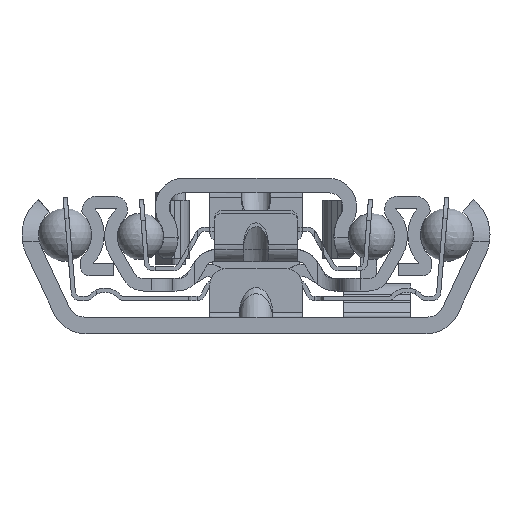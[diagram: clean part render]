
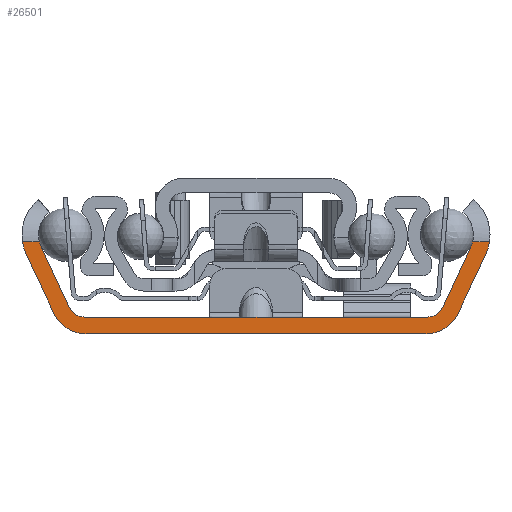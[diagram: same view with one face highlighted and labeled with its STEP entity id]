
A CAD part, left-side view. The second image highlights one B-rep face of the part: STEP entity #26501.
In plain terms, the highlighted planar face has unit normal (-1, 0, 0).
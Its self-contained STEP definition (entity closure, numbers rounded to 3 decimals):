
#727=PLANE('',#28390);
#1541=FACE_OUTER_BOUND('',#2939,.T.);
#2939=EDGE_LOOP('',(#18556,#18557,#18558,#18559,#18560,#18561,#18562,#18563,
#18564,#18565,#18566,#18567,#18568,#18569,#18570,#18571));
#4338=LINE('',#39258,#6838);
#4391=LINE('',#39555,#6891);
#4527=LINE('',#40921,#7027);
#4528=LINE('',#40936,#7028);
#4532=LINE('',#40947,#7032);
#4534=LINE('',#40954,#7034);
#4537=LINE('',#40963,#7037);
#4539=LINE('',#40970,#7039);
#6838=VECTOR('',#31073,10.);
#6891=VECTOR('',#31290,10.);
#7027=VECTOR('',#31834,10.);
#7028=VECTOR('',#31839,10.);
#7032=VECTOR('',#31855,10.);
#7034=VECTOR('',#31863,10.);
#7037=VECTOR('',#31876,10.);
#7039=VECTOR('',#31884,10.);
#9405=CIRCLE('',#28356,5.475);
#9414=CIRCLE('',#28367,3.5);
#9415=CIRCLE('',#28375,4.25);
#9416=CIRCLE('',#28378,3.5);
#9417=CIRCLE('',#28381,2.);
#9418=CIRCLE('',#28383,2.);
#9419=CIRCLE('',#28386,5.475);
#9420=CIRCLE('',#28389,4.25);
#10675=VERTEX_POINT('',#39256);
#10676=VERTEX_POINT('',#39257);
#10788=VERTEX_POINT('',#39553);
#10789=VERTEX_POINT('',#39554);
#10950=VERTEX_POINT('',#40852);
#10951=VERTEX_POINT('',#40865);
#10961=VERTEX_POINT('',#40892);
#10962=VERTEX_POINT('',#40903);
#10963=VERTEX_POINT('',#40907);
#10965=VERTEX_POINT('',#40924);
#10967=VERTEX_POINT('',#40943);
#10968=VERTEX_POINT('',#40949);
#10969=VERTEX_POINT('',#40953);
#10970=VERTEX_POINT('',#40959);
#10971=VERTEX_POINT('',#40965);
#10972=VERTEX_POINT('',#40969);
#13447=EDGE_CURVE('',#10675,#10676,#4338,.T.);
#13574=EDGE_CURVE('',#10788,#10789,#4391,.T.);
#13856=EDGE_CURVE('',#10950,#10951,#9405,.T.);
#13872=EDGE_CURVE('',#10961,#10962,#9414,.T.);
#13875=EDGE_CURVE('',#10963,#10961,#4527,.T.);
#13878=EDGE_CURVE('',#10965,#10950,#4528,.T.);
#13882=EDGE_CURVE('',#10967,#10675,#9415,.T.);
#13884=EDGE_CURVE('',#10951,#10967,#4532,.T.);
#13886=EDGE_CURVE('',#10968,#10965,#9416,.T.);
#13887=EDGE_CURVE('',#10969,#10968,#4534,.T.);
#13889=EDGE_CURVE('',#10789,#10969,#9417,.T.);
#13890=EDGE_CURVE('',#10970,#10788,#9418,.T.);
#13892=EDGE_CURVE('',#10962,#10970,#4537,.T.);
#13894=EDGE_CURVE('',#10971,#10963,#9419,.T.);
#13895=EDGE_CURVE('',#10972,#10971,#4539,.T.);
#13897=EDGE_CURVE('',#10676,#10972,#9420,.T.);
#18556=ORIENTED_EDGE('',*,*,#13878,.F.);
#18557=ORIENTED_EDGE('',*,*,#13886,.F.);
#18558=ORIENTED_EDGE('',*,*,#13887,.F.);
#18559=ORIENTED_EDGE('',*,*,#13889,.F.);
#18560=ORIENTED_EDGE('',*,*,#13574,.F.);
#18561=ORIENTED_EDGE('',*,*,#13890,.F.);
#18562=ORIENTED_EDGE('',*,*,#13892,.F.);
#18563=ORIENTED_EDGE('',*,*,#13872,.F.);
#18564=ORIENTED_EDGE('',*,*,#13875,.F.);
#18565=ORIENTED_EDGE('',*,*,#13894,.F.);
#18566=ORIENTED_EDGE('',*,*,#13895,.F.);
#18567=ORIENTED_EDGE('',*,*,#13897,.F.);
#18568=ORIENTED_EDGE('',*,*,#13447,.F.);
#18569=ORIENTED_EDGE('',*,*,#13882,.F.);
#18570=ORIENTED_EDGE('',*,*,#13884,.F.);
#18571=ORIENTED_EDGE('',*,*,#13856,.F.);
#26501=ADVANCED_FACE('',(#1541),#727,.F.);
#28356=AXIS2_PLACEMENT_3D('',#40866,#31801,#31802);
#28367=AXIS2_PLACEMENT_3D('',#40904,#31829,#31830);
#28375=AXIS2_PLACEMENT_3D('',#40944,#31850,#31851);
#28378=AXIS2_PLACEMENT_3D('',#40951,#31859,#31860);
#28381=AXIS2_PLACEMENT_3D('',#40957,#31867,#31868);
#28383=AXIS2_PLACEMENT_3D('',#40960,#31871,#31872);
#28386=AXIS2_PLACEMENT_3D('',#40967,#31880,#31881);
#28389=AXIS2_PLACEMENT_3D('',#40973,#31888,#31889);
#28390=AXIS2_PLACEMENT_3D('',#40974,#31890,#31891);
#31073=DIRECTION('',(0.,1.,0.));
#31290=DIRECTION('',(0.,-1.,0.));
#31801=DIRECTION('center_axis',(1.,0.,0.));
#31802=DIRECTION('ref_axis',(0.,-0.641,0.767));
#31829=DIRECTION('center_axis',(-1.,0.,0.));
#31830=DIRECTION('ref_axis',(0.,-0.906,0.423));
#31834=DIRECTION('',(0.,-1.,0.));
#31839=DIRECTION('',(0.,-1.,0.));
#31850=DIRECTION('center_axis',(1.,0.,0.));
#31851=DIRECTION('ref_axis',(0.,-0.906,-0.423));
#31855=DIRECTION('',(0.,0.423,-0.906));
#31859=DIRECTION('center_axis',(-1.,0.,0.));
#31860=DIRECTION('ref_axis',(0.,0.636,-0.772));
#31863=DIRECTION('',(0.,-0.423,0.906));
#31867=DIRECTION('center_axis',(-1.,0.,0.));
#31868=DIRECTION('ref_axis',(0.,0.906,0.423));
#31871=DIRECTION('center_axis',(-1.,0.,0.));
#31872=DIRECTION('ref_axis',(0.,0.,1.));
#31876=DIRECTION('',(0.,-0.423,-0.906));
#31880=DIRECTION('center_axis',(1.,0.,0.));
#31881=DIRECTION('ref_axis',(0.,0.906,-0.423));
#31884=DIRECTION('',(0.,0.423,0.906));
#31888=DIRECTION('center_axis',(1.,0.,0.));
#31889=DIRECTION('ref_axis',(0.,0.,-1.));
#31890=DIRECTION('center_axis',(1.,0.,0.));
#31891=DIRECTION('ref_axis',(0.,0.,-1.));
#39256=CARTESIAN_POINT('',(0.,-20.256,0.));
#39257=CARTESIAN_POINT('',(0.,20.256,0.));
#39258=CARTESIAN_POINT('',(0.,0.,0.));
#39553=CARTESIAN_POINT('',(0.,20.443,2.));
#39554=CARTESIAN_POINT('',(0.,-20.443,2.));
#39555=CARTESIAN_POINT('',(0.,20.443,2.));
#40852=CARTESIAN_POINT('',(0.,-27.841,11.));
#40865=CARTESIAN_POINT('',(0.,-27.387,9.486));
#40866=CARTESIAN_POINT('Origin',(0.,-22.425,11.8));
#40892=CARTESIAN_POINT('',(0.,25.832,11.));
#40903=CARTESIAN_POINT('',(0.,25.597,10.321));
#40904=CARTESIAN_POINT('Origin',(0.,22.425,11.8));
#40907=CARTESIAN_POINT('',(0.,27.841,11.));
#40921=CARTESIAN_POINT('',(0.,0.,11.));
#40924=CARTESIAN_POINT('',(0.,-25.832,11.));
#40936=CARTESIAN_POINT('',(0.,0.,11.));
#40943=CARTESIAN_POINT('',(0.,-24.108,2.454));
#40944=CARTESIAN_POINT('Origin',(0.,-20.256,4.25));
#40947=CARTESIAN_POINT('',(0.,-27.387,9.486));
#40949=CARTESIAN_POINT('',(0.,-25.597,10.321));
#40951=CARTESIAN_POINT('Origin',(0.,-22.425,11.8));
#40953=CARTESIAN_POINT('',(0.,-22.255,3.155));
#40954=CARTESIAN_POINT('',(0.,-22.255,3.155));
#40957=CARTESIAN_POINT('Origin',(0.,-20.443,4.));
#40959=CARTESIAN_POINT('',(0.,22.255,3.155));
#40960=CARTESIAN_POINT('Origin',(0.,20.443,4.));
#40963=CARTESIAN_POINT('',(0.,25.597,10.321));
#40965=CARTESIAN_POINT('',(0.,27.387,9.486));
#40967=CARTESIAN_POINT('Origin',(0.,22.425,11.8));
#40969=CARTESIAN_POINT('',(0.,24.108,2.454));
#40970=CARTESIAN_POINT('',(0.,24.108,2.454));
#40973=CARTESIAN_POINT('Origin',(0.,20.256,4.25));
#40974=CARTESIAN_POINT('Origin',(0.,0.,4.008));
